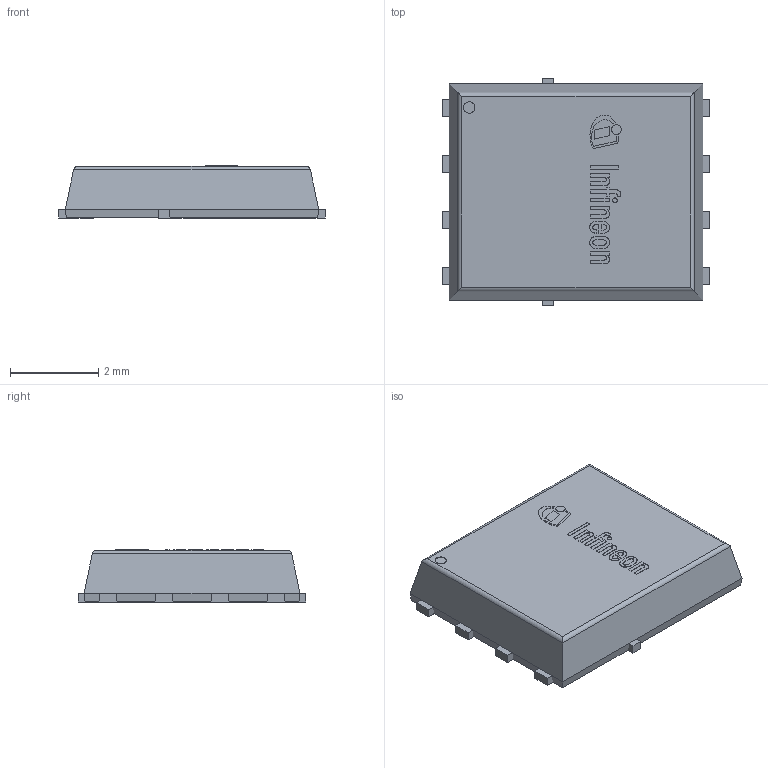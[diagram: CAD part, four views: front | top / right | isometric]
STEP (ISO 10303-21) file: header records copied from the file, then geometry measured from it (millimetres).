
FILE_DESCRIPTION(/* description */ (''),/* implementation_level */ '2;1');
FILE_NAME(/* name */ 'PG-TDSON-8-903_Z8B00198349_V02_3D.stp',/* time_stamp */ '2020-09-04T16:58:57+05:00',/* author */ ('janartha'),/* organization */ (''),/* preprocessor_version */ 'ST-DEVELOPER v16.13',/* originating_system */ 'AutoCAD Mechanical',/* authorisation */ '');
FILE_SCHEMA (('AUTOMOTIVE_DESIGN { 1 0 10303 214 3 1 1 }'));
Length unit declared in the file: millimetre
Products named in the file (1): Product
Bounding box: 6.05 x 5.15 x 1.18 mm (x, y, z)
Volume: 33.7 mm3; surface area: 170.9 mm2
Topology: 20 solids, 20 shells, 192 faces, 449 edges, 298 vertices
Faces by surface type: plane 164, bspline 18, cylinder 10
Full cylindrical faces by diameter (mm): 0.107 x1, 0.219 x1, 0.26 x2
Entity records: 5577 total; most frequent: CARTESIAN_POINT 1306, ORIENTED_EDGE 890, DIRECTION 775, EDGE_CURVE 445, LINE 393, VECTOR 393, VERTEX_POINT 298, EDGE_LOOP 201
